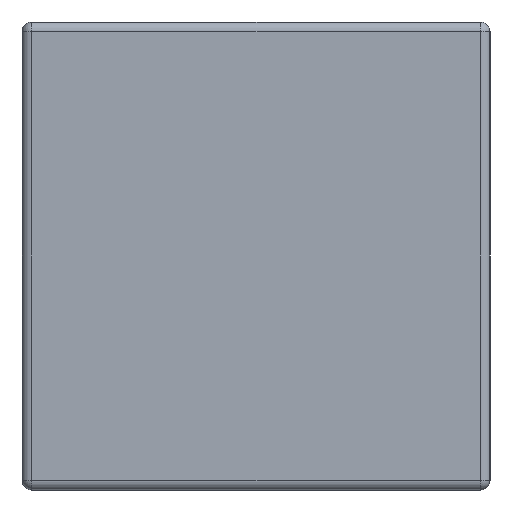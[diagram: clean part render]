
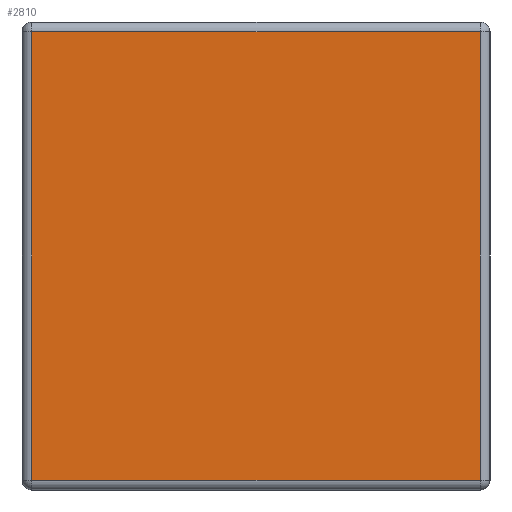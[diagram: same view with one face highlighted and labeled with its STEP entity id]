
A CAD part, left-side view. The second image highlights one B-rep face of the part: STEP entity #2810.
In plain terms, the highlighted planar face has unit normal (-1, 0, 0).
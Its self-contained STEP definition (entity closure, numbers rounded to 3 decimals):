
#271 = CARTESIAN_POINT ( 'NONE',  ( 0., 0., -0.539 ) ) ;
#443 = AXIS2_PLACEMENT_3D ( 'NONE', #1376, #4620, #1354 ) ;
#538 = LINE ( 'NONE', #3088, #2718 ) ;
#605 = EDGE_CURVE ( 'NONE', #3319, #2312, #2545, .T. ) ;
#628 = CARTESIAN_POINT ( 'NONE',  ( 0., 0.011, -0.539 ) ) ;
#1354 = DIRECTION ( 'NONE',  ( 0., 0., 1. ) ) ;
#1376 = CARTESIAN_POINT ( 'NONE',  ( 0., 0., 0. ) ) ;
#1386 = EDGE_CURVE ( 'NONE', #2816, #2596, #538, .T. ) ;
#1391 = DIRECTION ( 'NONE',  ( 0., -1., 0. ) ) ;
#1659 = DIRECTION ( 'NONE',  ( 0., 0., 1. ) ) ;
#1754 = EDGE_LOOP ( 'NONE', ( #1995, #2260, #4377, #4069 ) ) ;
#1995 = ORIENTED_EDGE ( 'NONE', *, *, #3593, .T. ) ;
#2009 = CARTESIAN_POINT ( 'NONE',  ( 0., 0.011, -0.011 ) ) ;
#2260 = ORIENTED_EDGE ( 'NONE', *, *, #605, .T. ) ;
#2312 = VERTEX_POINT ( 'NONE', #2009 ) ;
#2544 = LINE ( 'NONE', #3550, #4229 ) ;
#2545 = LINE ( 'NONE', #4144, #3033 ) ;
#2596 = VERTEX_POINT ( 'NONE', #3351 ) ;
#2718 = VECTOR ( 'NONE', #4671, 1000. ) ;
#2810 = ADVANCED_FACE ( 'NONE', ( #2895 ), #2837, .T. ) ;
#2816 = VERTEX_POINT ( 'NONE', #4179 ) ;
#2837 = PLANE ( 'NONE',  #443 ) ;
#2863 = LINE ( 'NONE', #271, #4006 ) ;
#2895 = FACE_OUTER_BOUND ( 'NONE', #1754, .T. ) ;
#3033 = VECTOR ( 'NONE', #1659, 1000. ) ;
#3088 = CARTESIAN_POINT ( 'NONE',  ( 0., 0.539, -0.55 ) ) ;
#3121 = EDGE_CURVE ( 'NONE', #2312, #2816, #2544, .T. ) ;
#3319 = VERTEX_POINT ( 'NONE', #628 ) ;
#3351 = CARTESIAN_POINT ( 'NONE',  ( 0., 0.539, -0.539 ) ) ;
#3550 = CARTESIAN_POINT ( 'NONE',  ( 0., 0.55, -0.011 ) ) ;
#3593 = EDGE_CURVE ( 'NONE', #2596, #3319, #2863, .T. ) ;
#4006 = VECTOR ( 'NONE', #1391, 1000. ) ;
#4069 = ORIENTED_EDGE ( 'NONE', *, *, #1386, .T. ) ;
#4144 = CARTESIAN_POINT ( 'NONE',  ( 0., 0.011, 0. ) ) ;
#4175 = DIRECTION ( 'NONE',  ( 0., 1., 0. ) ) ;
#4179 = CARTESIAN_POINT ( 'NONE',  ( 0., 0.539, -0.011 ) ) ;
#4229 = VECTOR ( 'NONE', #4175, 1000. ) ;
#4377 = ORIENTED_EDGE ( 'NONE', *, *, #3121, .T. ) ;
#4620 = DIRECTION ( 'NONE',  ( -1., 0., 0. ) ) ;
#4671 = DIRECTION ( 'NONE',  ( 0., 0., -1. ) ) ;
